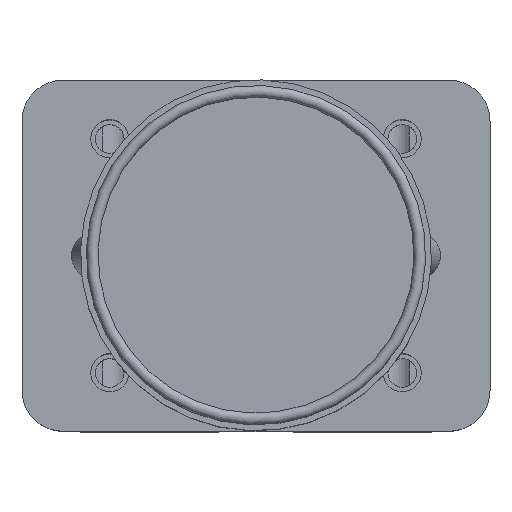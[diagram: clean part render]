
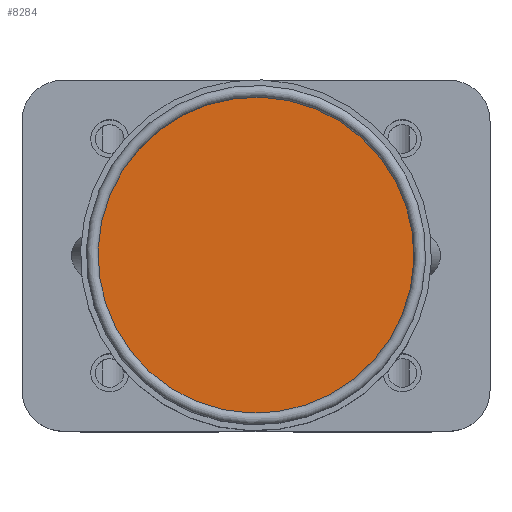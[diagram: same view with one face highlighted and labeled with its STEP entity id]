
A CAD part, top view. The second image highlights one B-rep face of the part: STEP entity #8284.
In plain terms, the highlighted face is planar.
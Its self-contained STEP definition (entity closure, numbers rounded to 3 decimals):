
#2438=PLANE('',#8791);
#2997=FACE_OUTER_BOUND('',#3544,.T.);
#3544=EDGE_LOOP('',(#7511));
#3750=CIRCLE('',#8789,13.5);
#4431=VERTEX_POINT('',#14343);
#5472=EDGE_CURVE('',#4431,#4431,#3750,.T.);
#7511=ORIENTED_EDGE('',*,*,#5472,.T.);
#8284=ADVANCED_FACE('',(#2997),#2438,.T.);
#8789=AXIS2_PLACEMENT_3D('',#14344,#10408,#10409);
#8791=AXIS2_PLACEMENT_3D('',#14347,#10412,#10413);
#10408=DIRECTION('center_axis',(0.,0.,-1.));
#10409=DIRECTION('ref_axis',(0.,1.,0.));
#10412=DIRECTION('center_axis',(0.,0.,-1.));
#10413=DIRECTION('ref_axis',(-1.,0.,0.));
#14343=CARTESIAN_POINT('',(0.,13.5,-6.5));
#14344=CARTESIAN_POINT('Origin',(0.,0.,-6.5));
#14347=CARTESIAN_POINT('Origin',(0.,6.75,-6.5));
